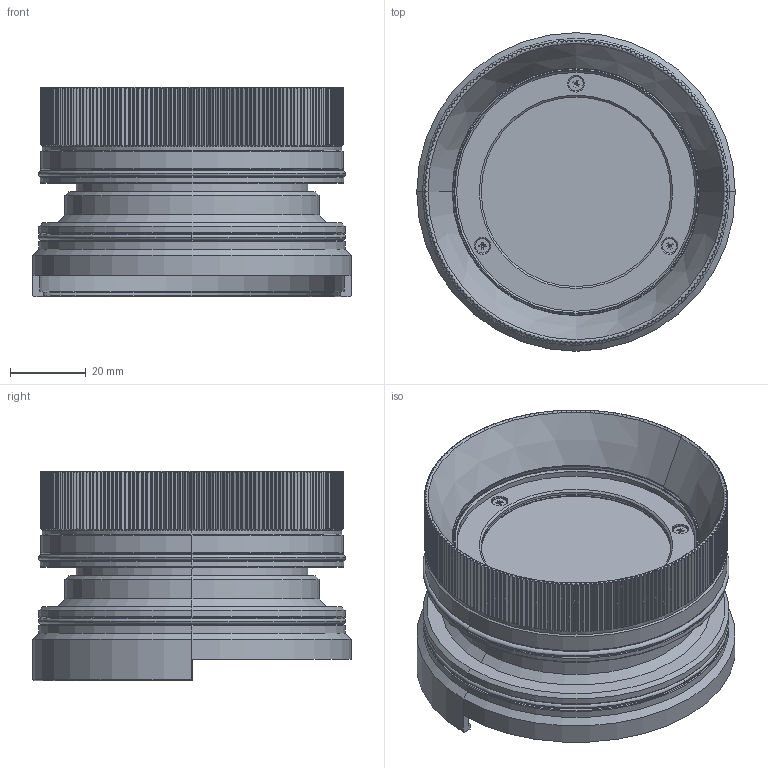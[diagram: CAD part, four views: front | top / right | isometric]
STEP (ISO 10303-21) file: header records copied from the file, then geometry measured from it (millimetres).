
FILE_DESCRIPTION (( 'STEP AP214' ), '1' );
FILE_NAME ('9P342-1X Fokussiereinheit 13°-XX.STEP', '2015-04-01T11:42:44', ( 'admin' ), ( '' ), 'SwSTEP 2.0', 'SolidWorks 2015', '' );
FILE_SCHEMA (( 'AUTOMOTIVE_DESIGN' ));
Length unit declared in the file: millimetre
Products named in the file (28): 1P349 Fokussierringadapter; 61202 Senkschraube KS DIN 965 A2 M2 x 6; 1P364-1 Schutzfenster 50,8 mm Ge; 1P350 Fokussierring; 9P342-1X Fokussiereinheit 13°-XX; 63163  O-Ring NBR 50 x 1,5; 63252 O-Ring NBR 52 x 2; 1P365-1 Spannring-13°; 1P394 Düsenring; 63178 O-Ring FKM 78 x 1,5
Assembly tree (18 placements, depth 2):
  1P349 Fokussierringadapter
  61202 Senkschraube KS DIN 965 A2 M2 x 6
  1P364-1 Schutzfenster 50,8 mm Ge
  9P342-1X Fokussiereinheit 13°-XX
    1P350 Fokussierring
    1P394 Düsenring
    63178 O-Ring FKM 78 x 1,5  x2
    63252 O-Ring NBR 52 x 2
    63163  O-Ring NBR 50 x 1,5  x2
    61202 Senkschraube KS DIN 965 A2 M2 x 6  x7
    1P349 Fokussierringadapter
    1P365-1 Spannring-13°  x2
    1P364-1 Schutzfenster 50,8 mm Ge
  61202 Senkschraube KS DIN 965 A2 M2 x 6
Bounding box: 84 x 84 x 55.31 mm (x, y, z)
Volume: 95110.5 mm3; surface area: 60342.8 mm2
Topology: 18 solids, 18 shells, 1566 faces, 3875 edges, 2335 vertices
Faces by surface type: plane 788, cone 354, cylinder 346, torus 78
Entity records: 41912 total; most frequent: CARTESIAN_POINT 10977, ORIENTED_EDGE 6460, DIRECTION 6219, EDGE_CURVE 3230, AXIS2_PLACEMENT_3D 2495, VERTEX_POINT 1973, EDGE_LOOP 1351, FACE_OUTER_BOUND 1291
